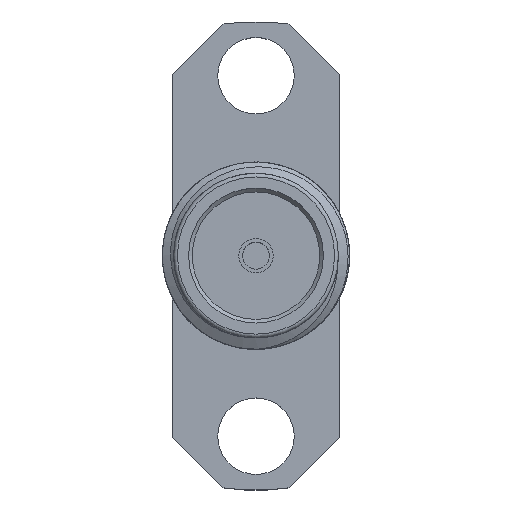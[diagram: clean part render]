
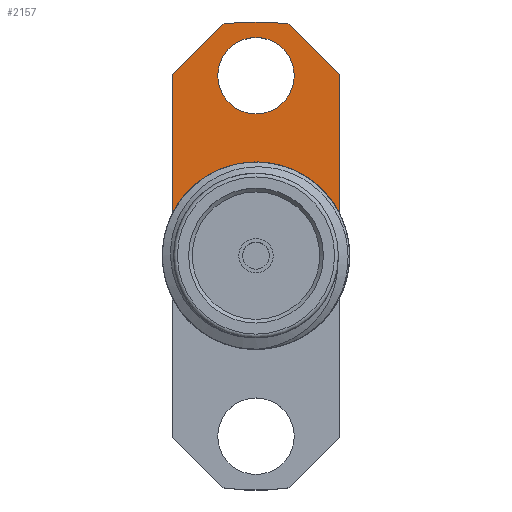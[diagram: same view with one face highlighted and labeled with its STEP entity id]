
A CAD part, top view. The second image highlights one B-rep face of the part: STEP entity #2157.
In plain terms, the highlighted planar face has unit normal (0, 0, 1).
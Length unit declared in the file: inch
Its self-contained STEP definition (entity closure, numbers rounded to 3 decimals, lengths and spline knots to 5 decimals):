
#4 = LINE ( 'NONE', #1871, #1587 ) ;
#25 = VECTOR ( 'NONE', #937, 39.37008 ) ;
#83 = PLANE ( 'NONE',  #1812 ) ;
#172 = EDGE_CURVE ( 'NONE', #1051, #272, #2383, .T. ) ;
#185 = DIRECTION ( 'NONE',  ( 0., -1., 0. ) ) ;
#241 = EDGE_LOOP ( 'NONE', ( #2676, #312, #1003, #1997, #1512, #2715 ) ) ;
#251 = CARTESIAN_POINT ( 'NONE',  ( -0.1115, 0.24193, -0.31 ) ) ;
#254 = CARTESIAN_POINT ( 'NONE',  ( 0.04405, 0.30938, -0.31 ) ) ;
#272 = VERTEX_POINT ( 'NONE', #346 ) ;
#298 = CIRCLE ( 'NONE', #1055, 0.051 ) ;
#312 = ORIENTED_EDGE ( 'NONE', *, *, #2689, .T. ) ;
#346 = CARTESIAN_POINT ( 'NONE',  ( 0.1115, 0.04406, -0.31 ) ) ;
#358 = CARTESIAN_POINT ( 'NONE',  ( 0.051, 0.2405, -0.31 ) ) ;
#369 = CARTESIAN_POINT ( 'NONE',  ( 0., 0., -0.31 ) ) ;
#375 = ORIENTED_EDGE ( 'NONE', *, *, #1194, .F. ) ;
#405 = VERTEX_POINT ( 'NONE', #688 ) ;
#432 = VECTOR ( 'NONE', #2084, 39.37008 ) ;
#473 = CIRCLE ( 'NONE', #1768, 0.3125 ) ;
#538 = FACE_BOUND ( 'NONE', #1970, .T. ) ;
#633 = DIRECTION ( 'NONE',  ( 1., 0., 0. ) ) ;
#688 = CARTESIAN_POINT ( 'NONE',  ( 0.1115, 0.24193, -0.31 ) ) ;
#713 = CARTESIAN_POINT ( 'NONE',  ( -0.04405, 0.30938, -0.31 ) ) ;
#732 = DIRECTION ( 'NONE',  ( 0., 0., -1. ) ) ;
#747 = DIRECTION ( 'NONE',  ( -1., 0., 0. ) ) ;
#790 = EDGE_CURVE ( 'NONE', #272, #405, #2620, .T. ) ;
#824 = CARTESIAN_POINT ( 'NONE',  ( 0., 0.2405, -0.31 ) ) ;
#925 = VECTOR ( 'NONE', #2190, 39.37008 ) ;
#934 = FACE_OUTER_BOUND ( 'NONE', #241, .T. ) ;
#937 = DIRECTION ( 'NONE',  ( 0., 1., 0. ) ) ;
#1003 = ORIENTED_EDGE ( 'NONE', *, *, #1332, .T. ) ;
#1051 = VERTEX_POINT ( 'NONE', #1455 ) ;
#1055 = AXIS2_PLACEMENT_3D ( 'NONE', #824, #2077, #633 ) ;
#1057 = CARTESIAN_POINT ( 'NONE',  ( 0.04405, 0.30938, -0.31 ) ) ;
#1070 = CARTESIAN_POINT ( 'NONE',  ( 0., 0., -0.31 ) ) ;
#1170 = CARTESIAN_POINT ( 'NONE',  ( 0.1115, -0.3125, -0.31 ) ) ;
#1182 = AXIS2_PLACEMENT_3D ( 'NONE', #369, #2457, #747 ) ;
#1194 = EDGE_CURVE ( 'NONE', #1234, #1234, #298, .T. ) ;
#1234 = VERTEX_POINT ( 'NONE', #358 ) ;
#1332 = EDGE_CURVE ( 'NONE', #1916, #1051, #4, .T. ) ;
#1447 = CARTESIAN_POINT ( 'NONE',  ( -0.04405, 0.30938, -0.31 ) ) ;
#1455 = CARTESIAN_POINT ( 'NONE',  ( -0.1115, 0.04406, -0.31 ) ) ;
#1512 = ORIENTED_EDGE ( 'NONE', *, *, #790, .T. ) ;
#1587 = VECTOR ( 'NONE', #185, 39.37008 ) ;
#1768 = AXIS2_PLACEMENT_3D ( 'NONE', #1070, #2291, #1904 ) ;
#1769 = DIRECTION ( 'NONE',  ( 0., -1., 0. ) ) ;
#1806 = CARTESIAN_POINT ( 'NONE',  ( 0., 0., -0.31 ) ) ;
#1812 = AXIS2_PLACEMENT_3D ( 'NONE', #1806, #732, #1769 ) ;
#1871 = CARTESIAN_POINT ( 'NONE',  ( -0.1115, -0.3125, -0.31 ) ) ;
#1904 = DIRECTION ( 'NONE',  ( 1., 0., 0. ) ) ;
#1916 = VERTEX_POINT ( 'NONE', #251 ) ;
#1970 = EDGE_LOOP ( 'NONE', ( #375 ) ) ;
#1997 = ORIENTED_EDGE ( 'NONE', *, *, #172, .T. ) ;
#2019 = EDGE_CURVE ( 'NONE', #2059, #2611, #473, .T. ) ;
#2059 = VERTEX_POINT ( 'NONE', #1057 ) ;
#2077 = DIRECTION ( 'NONE',  ( 0., 0., 1. ) ) ;
#2084 = DIRECTION ( 'NONE',  ( -0.707, -0.707, 0. ) ) ;
#2157 = ADVANCED_FACE ( 'NONE', ( #538, #934 ), #83, .F. ) ;
#2190 = DIRECTION ( 'NONE',  ( -0.707, 0.707, 0. ) ) ;
#2291 = DIRECTION ( 'NONE',  ( 0., 0., 1. ) ) ;
#2350 = EDGE_CURVE ( 'NONE', #405, #2059, #2410, .T. ) ;
#2383 = CIRCLE ( 'NONE', #1182, 0.11989 ) ;
#2410 = LINE ( 'NONE', #254, #925 ) ;
#2457 = DIRECTION ( 'NONE',  ( 0., 0., -1. ) ) ;
#2515 = LINE ( 'NONE', #1447, #432 ) ;
#2611 = VERTEX_POINT ( 'NONE', #713 ) ;
#2620 = LINE ( 'NONE', #1170, #25 ) ;
#2676 = ORIENTED_EDGE ( 'NONE', *, *, #2019, .T. ) ;
#2689 = EDGE_CURVE ( 'NONE', #2611, #1916, #2515, .T. ) ;
#2715 = ORIENTED_EDGE ( 'NONE', *, *, #2350, .T. ) ;
